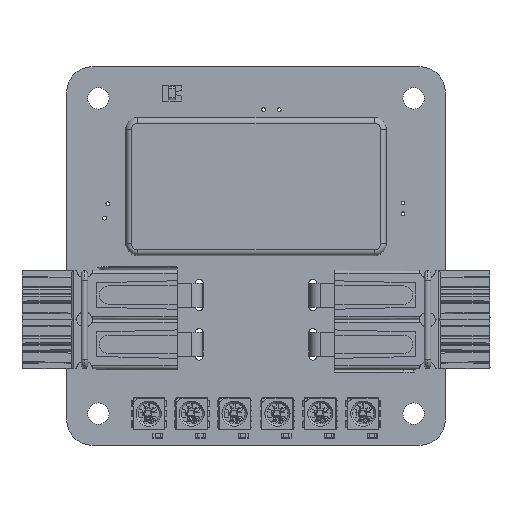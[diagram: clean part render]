
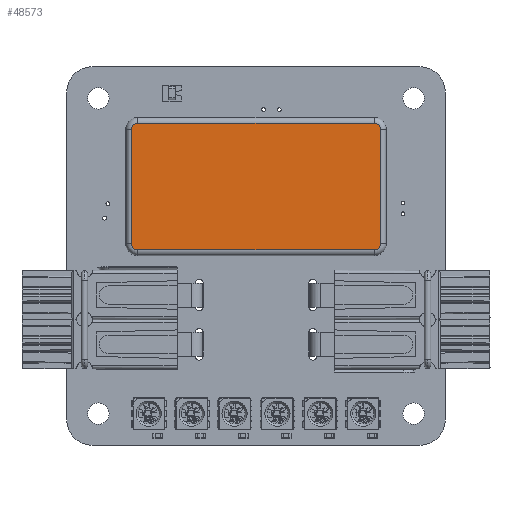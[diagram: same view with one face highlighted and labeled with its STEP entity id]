
A CAD part, top view. The second image highlights one B-rep face of the part: STEP entity #48573.
In plain terms, the highlighted face is planar.
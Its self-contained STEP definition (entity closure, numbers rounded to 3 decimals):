
#48573 = ADVANCED_FACE('',(#48574),#48644,.F.);
#48574 = FACE_BOUND('',#48575,.T.);
#48575 = EDGE_LOOP('',(#48576,#48587,#48595,#48604,#48612,#48621,#48629,
    #48638));
#48576 = ORIENTED_EDGE('',*,*,#48577,.T.);
#48577 = EDGE_CURVE('',#48578,#48580,#48582,.T.);
#48578 = VERTEX_POINT('',#48579);
#48579 = CARTESIAN_POINT('',(10.05,0.2,-18.75));
#48580 = VERTEX_POINT('',#48581);
#48581 = CARTESIAN_POINT('',(9.05,0.2,-19.75));
#48582 = CIRCLE('',#48583,1.);
#48583 = AXIS2_PLACEMENT_3D('',#48584,#48585,#48586);
#48584 = CARTESIAN_POINT('',(9.05,0.2,-18.75
    ));
#48585 = DIRECTION('',(-0.,1.,0.));
#48586 = DIRECTION('',(1.,0.,0.));
#48587 = ORIENTED_EDGE('',*,*,#48588,.T.);
#48588 = EDGE_CURVE('',#48580,#48589,#48591,.T.);
#48589 = VERTEX_POINT('',#48590);
#48590 = CARTESIAN_POINT('',(-9.05,0.2,-19.75));
#48591 = LINE('',#48592,#48593);
#48592 = CARTESIAN_POINT('',(9.05,0.2,-19.75
    ));
#48593 = VECTOR('',#48594,1.);
#48594 = DIRECTION('',(-1.,0.,0.));
#48595 = ORIENTED_EDGE('',*,*,#48596,.F.);
#48596 = EDGE_CURVE('',#48597,#48589,#48599,.T.);
#48597 = VERTEX_POINT('',#48598);
#48598 = CARTESIAN_POINT('',(-10.05,0.2,-18.75));
#48599 = CIRCLE('',#48600,1.);
#48600 = AXIS2_PLACEMENT_3D('',#48601,#48602,#48603);
#48601 = CARTESIAN_POINT('',(-9.05,0.2,
    -18.75));
#48602 = DIRECTION('',(0.,-1.,0.));
#48603 = DIRECTION('',(-1.,0.,0.));
#48604 = ORIENTED_EDGE('',*,*,#48605,.F.);
#48605 = EDGE_CURVE('',#48606,#48597,#48608,.T.);
#48606 = VERTEX_POINT('',#48607);
#48607 = CARTESIAN_POINT('',(-10.05,0.2,18.75));
#48608 = LINE('',#48609,#48610);
#48609 = CARTESIAN_POINT('',(-10.05,0.2,0.));
#48610 = VECTOR('',#48611,1.);
#48611 = DIRECTION('',(0.,0.,-1.));
#48612 = ORIENTED_EDGE('',*,*,#48613,.T.);
#48613 = EDGE_CURVE('',#48606,#48614,#48616,.T.);
#48614 = VERTEX_POINT('',#48615);
#48615 = CARTESIAN_POINT('',(-9.05,0.2,19.75));
#48616 = CIRCLE('',#48617,1.);
#48617 = AXIS2_PLACEMENT_3D('',#48618,#48619,#48620);
#48618 = CARTESIAN_POINT('',(-9.05,0.2,18.75
    ));
#48619 = DIRECTION('',(0.,1.,0.));
#48620 = DIRECTION('',(-1.,0.,0.));
#48621 = ORIENTED_EDGE('',*,*,#48622,.F.);
#48622 = EDGE_CURVE('',#48623,#48614,#48625,.T.);
#48623 = VERTEX_POINT('',#48624);
#48624 = CARTESIAN_POINT('',(9.05,0.2,19.75));
#48625 = LINE('',#48626,#48627);
#48626 = CARTESIAN_POINT('',(9.05,0.2,19.75)
  );
#48627 = VECTOR('',#48628,1.);
#48628 = DIRECTION('',(-1.,0.,0.));
#48629 = ORIENTED_EDGE('',*,*,#48630,.F.);
#48630 = EDGE_CURVE('',#48631,#48623,#48633,.T.);
#48631 = VERTEX_POINT('',#48632);
#48632 = CARTESIAN_POINT('',(10.05,0.2,18.75));
#48633 = CIRCLE('',#48634,1.);
#48634 = AXIS2_PLACEMENT_3D('',#48635,#48636,#48637);
#48635 = CARTESIAN_POINT('',(9.05,0.2,18.75)
  );
#48636 = DIRECTION('',(0.,-1.,0.));
#48637 = DIRECTION('',(1.,0.,0.));
#48638 = ORIENTED_EDGE('',*,*,#48639,.T.);
#48639 = EDGE_CURVE('',#48631,#48578,#48640,.T.);
#48640 = LINE('',#48641,#48642);
#48641 = CARTESIAN_POINT('',(10.05,0.2,0.));
#48642 = VECTOR('',#48643,1.);
#48643 = DIRECTION('',(0.,0.,-1.));
#48644 = PLANE('',#48645);
#48645 = AXIS2_PLACEMENT_3D('',#48646,#48647,#48648);
#48646 = CARTESIAN_POINT('',(9.05,0.2,-18.75));
#48647 = DIRECTION('',(0.,-1.,0.));
#48648 = DIRECTION('',(0.,0.,-1.));
